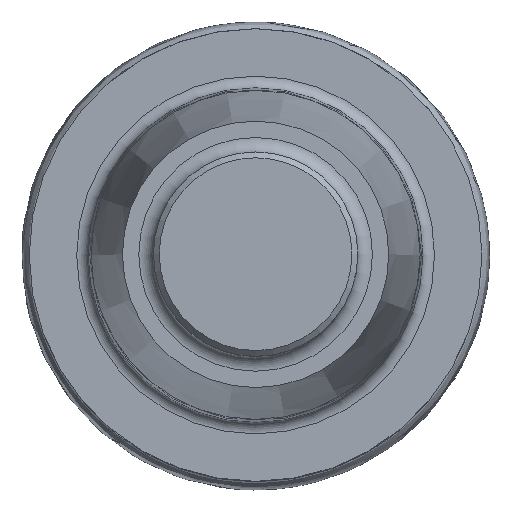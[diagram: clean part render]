
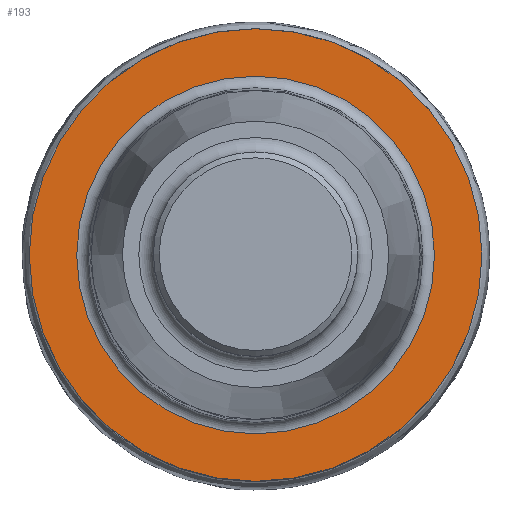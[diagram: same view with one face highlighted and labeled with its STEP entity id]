
A CAD part, top view. The second image highlights one B-rep face of the part: STEP entity #193.
In plain terms, the highlighted planar face has unit normal (0, 0, 1).
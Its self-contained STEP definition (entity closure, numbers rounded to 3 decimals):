
#157=PLANE('',#671);
#193=ADVANCED_FACE('CU_SU5',(#256,#257),#157,.F.);
#256=FACE_BOUND('',#310,.T.);
#257=FACE_BOUND('',#311,.T.);
#310=EDGE_LOOP('',(#388));
#311=EDGE_LOOP('',(#389));
#388=ORIENTED_EDGE('',*,*,#514,.T.);
#389=ORIENTED_EDGE('',*,*,#513,.F.);
#470=VERTEX_POINT('',#1100);
#471=VERTEX_POINT('',#1103);
#513=EDGE_CURVE('',#470,#470,#551,.T.);
#514=EDGE_CURVE('',#471,#471,#552,.T.);
#551=CIRCLE('',#668,7.75);
#552=CIRCLE('',#670,6.124);
#668=AXIS2_PLACEMENT_3D('',#1099,#793,#794);
#670=AXIS2_PLACEMENT_3D('',#1102,#797,#798);
#671=AXIS2_PLACEMENT_3D('',#1104,#799,#800);
#793=DIRECTION('',(0.,0.,-1.));
#794=DIRECTION('',(-1.,0.,0.));
#797=DIRECTION('',(0.,0.,-1.));
#798=DIRECTION('',(-1.,0.,0.));
#799=DIRECTION('',(0.,0.,-1.));
#800=DIRECTION('',(-1.,0.,0.));
#1099=CARTESIAN_POINT('',(0.,0.,0.));
#1100=CARTESIAN_POINT('',(-7.75,0.,0.));
#1102=CARTESIAN_POINT('',(0.,0.,0.));
#1103=CARTESIAN_POINT('',(-6.124,0.,0.));
#1104=CARTESIAN_POINT('',(-5.739,0.,0.));
